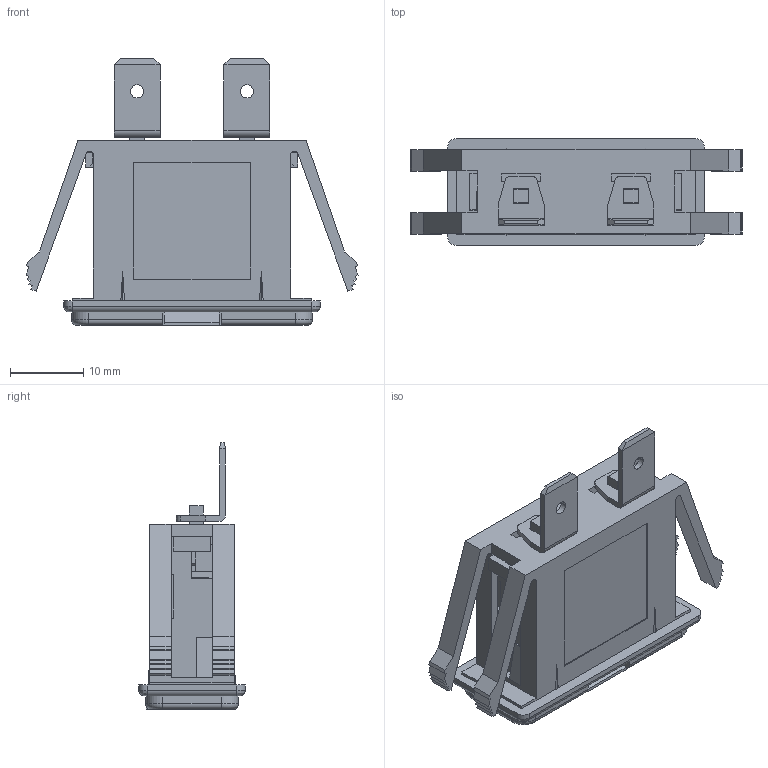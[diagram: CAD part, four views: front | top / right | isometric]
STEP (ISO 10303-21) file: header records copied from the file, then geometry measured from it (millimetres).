
FILE_DESCRIPTION(('STEP AP242'),'1');
FILE_NAME('fx0430-63.stp','2023-03-16T17:15:55',('TraceParts'),('TraceParts S.A.'),'Spatial InterOp 3D',' ',' ');
FILE_SCHEMA(('AP242_MANAGED_MODEL_BASED_3D_ENGINEERING_MIM_LF {1 0 10303 442 1 1 4}'));
Length unit declared in the file: millimetre
Products named in the file (1): fx0430-63_1
Bounding box: 45.48 x 14.6 x 36.56 mm (x, y, z)
Volume: 5179.1 mm3; surface area: 8334.2 mm2
Topology: 3 solids, 3 shells, 446 faces, 1266 edges, 824 vertices
Faces by surface type: plane 382, cylinder 56, bspline 4, torus 4
Entity records: 14345 total; most frequent: CARTESIAN_POINT 2599, ORIENTED_EDGE 2532, DIRECTION 2280, EDGE_CURVE 1266, LINE 1142, VECTOR 1142, VERTEX_POINT 824, AXIS2_PLACEMENT_3D 569
